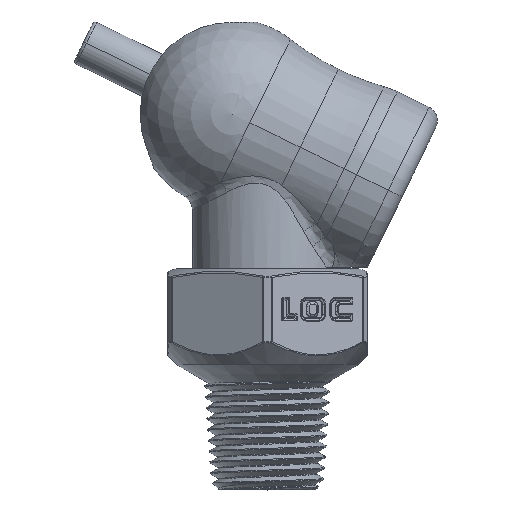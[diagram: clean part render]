
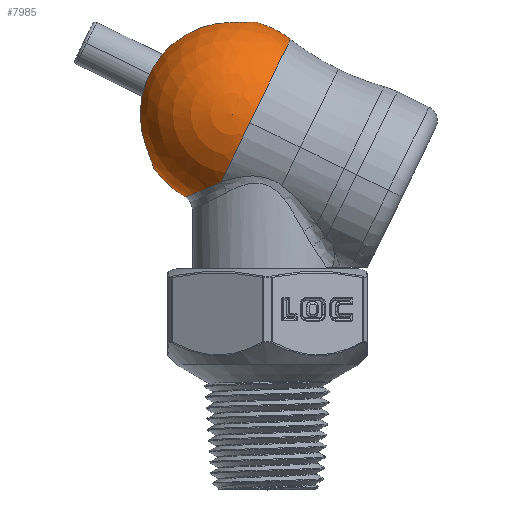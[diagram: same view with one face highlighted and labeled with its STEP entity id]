
A CAD part, top view. The second image highlights one B-rep face of the part: STEP entity #7985.
In plain terms, the highlighted spherical face has radius 8.039 mm.
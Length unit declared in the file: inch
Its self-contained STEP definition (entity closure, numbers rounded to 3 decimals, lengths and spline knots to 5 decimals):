
#1 = CARTESIAN_POINT ( 'NONE',  ( -0.06183, 0.3104, 0. ) ) ;
#5 = CARTESIAN_POINT ( 'NONE',  ( -0.15472, -0.2761, 0. ) ) ;
#2881 = FACE_OUTER_BOUND ( 'NONE', #6886, .T. ) ;
#2884 = SPHERICAL_SURFACE ( 'NONE', #17102, 0.3165 ) ;
#3112 = B_SPLINE_CURVE_WITH_KNOTS ( 'NONE', 3,
 ( #5342, #5330, #5337, #5343, #5344, #5345, #5346, #5347, #5348, #5349, #5350, #5351, #5352, #5353 ),
 .UNSPECIFIED., .F., .F.,
 ( 4, 2, 2, 2, 2, 2, 4 ),
 ( 0., 0.0004, 0.00079, 0.00119, 0.00159, 0.00238, 0.00317 ),
 .UNSPECIFIED. ) ;
#3113 = B_SPLINE_CURVE_WITH_KNOTS ( 'NONE', 3,
 ( #5360, #5355, #5356, #5361, #5362, #5363, #5364, #5365, #5366, #5367, #5368, #5369, #5370, #5371 ),
 .UNSPECIFIED., .F., .F.,
 ( 4, 2, 2, 2, 2, 2, 4 ),
 ( 0., 0.0004, 0.00079, 0.00119, 0.00159, 0.00238, 0.00317 ),
 .UNSPECIFIED. ) ;
#3114 = B_SPLINE_CURVE_WITH_KNOTS ( 'NONE', 3,
 ( #5373, #5354, #5338, #5375, #5376, #5377, #5378, #5379, #5380, #5381, #5382, #5383, #5384, #5385 ),
 .UNSPECIFIED., .F., .F.,
 ( 4, 2, 2, 2, 2, 2, 4 ),
 ( 0.00664, 0.0083, 0.00913, 0.00996, 0.01162, 0.01245, 0.01328 ),
 .UNSPECIFIED. ) ;
#4880 = AXIS2_PLACEMENT_3D ( 'NONE', #5357, #5358, #5359 ) ;
#4908 = AXIS2_PLACEMENT_3D ( 'NONE', #5663, #5664, #5665 ) ;
#4910 = AXIS2_PLACEMENT_3D ( 'NONE', #5698, #5699, #5700 ) ;
#4922 = AXIS2_PLACEMENT_3D ( 'NONE', #5902, #5903, #5904 ) ;
#4923 = AXIS2_PLACEMENT_3D ( 'NONE', #5905, #5906, #5907 ) ;
#5330 = CARTESIAN_POINT ( 'NONE',  ( -0.20855, -0.22429, 0.08 ) ) ;
#5337 = CARTESIAN_POINT ( 'NONE',  ( -0.20481, -0.22789, 0.07948 ) ) ;
#5338 = CARTESIAN_POINT ( 'NONE',  ( -0.01671, -0.31379, 0.04365 ) ) ;
#5342 = CARTESIAN_POINT ( 'NONE',  ( -0.21236, -0.22063, 0.08 ) ) ;
#5343 = CARTESIAN_POINT ( 'NONE',  ( -0.19745, -0.23498, 0.07745 ) ) ;
#5344 = CARTESIAN_POINT ( 'NONE',  ( -0.19379, -0.2385, 0.07592 ) ) ;
#5345 = CARTESIAN_POINT ( 'NONE',  ( -0.18681, -0.24521, 0.0719 ) ) ;
#5346 = CARTESIAN_POINT ( 'NONE',  ( -0.18351, -0.2484, 0.06945 ) ) ;
#5347 = CARTESIAN_POINT ( 'NONE',  ( -0.17724, -0.25443, 0.06365 ) ) ;
#5348 = CARTESIAN_POINT ( 'NONE',  ( -0.17428, -0.25728, 0.06028 ) ) ;
#5349 = CARTESIAN_POINT ( 'NONE',  ( -0.1663, -0.26496, 0.04921 ) ) ;
#5350 = CARTESIAN_POINT ( 'NONE',  ( -0.16201, -0.26909, 0.0403 ) ) ;
#5351 = CARTESIAN_POINT ( 'NONE',  ( -0.15625, -0.27463, 0.02106 ) ) ;
#5352 = CARTESIAN_POINT ( 'NONE',  ( -0.15472, -0.2761, 0.01056 ) ) ;
#5353 = CARTESIAN_POINT ( 'NONE',  ( -0.15472, -0.2761, 0. ) ) ;
#5354 = CARTESIAN_POINT ( 'NONE',  ( -0.01876, -0.31594, 0.02207 ) ) ;
#5355 = CARTESIAN_POINT ( 'NONE',  ( -0.06183, 0.3104, 0.00528 ) ) ;
#5356 = CARTESIAN_POINT ( 'NONE',  ( -0.06229, 0.31018, 0.01048 ) ) ;
#5357 = CARTESIAN_POINT ( 'NONE',  ( 0., 0., 0.08 ) ) ;
#5358 = DIRECTION ( 'NONE',  ( 0., 0., -1. ) ) ;
#5359 = DIRECTION ( 'NONE',  ( 1., 0., 0. ) ) ;
#5360 = CARTESIAN_POINT ( 'NONE',  ( -0.06183, 0.3104, 0. ) ) ;
#5361 = CARTESIAN_POINT ( 'NONE',  ( -0.06412, 0.30929, 0.02069 ) ) ;
#5362 = CARTESIAN_POINT ( 'NONE',  ( -0.0655, 0.30862, 0.02577 ) ) ;
#5363 = CARTESIAN_POINT ( 'NONE',  ( -0.06911, 0.30687, 0.03546 ) ) ;
#5364 = CARTESIAN_POINT ( 'NONE',  ( -0.07132, 0.30579, 0.04005 ) ) ;
#5365 = CARTESIAN_POINT ( 'NONE',  ( -0.07653, 0.30326, 0.04874 ) ) ;
#5366 = CARTESIAN_POINT ( 'NONE',  ( -0.07957, 0.30178, 0.05286 ) ) ;
#5367 = CARTESIAN_POINT ( 'NONE',  ( -0.08952, 0.29695, 0.06393 ) ) ;
#5368 = CARTESIAN_POINT ( 'NONE',  ( -0.09754, 0.29306, 0.06989 ) ) ;
#5369 = CARTESIAN_POINT ( 'NONE',  ( -0.11484, 0.28465, 0.07788 ) ) ;
#5370 = CARTESIAN_POINT ( 'NONE',  ( -0.12429, 0.28007, 0.08 ) ) ;
#5371 = CARTESIAN_POINT ( 'NONE',  ( -0.13379, 0.27545, 0.08 ) ) ;
#5373 = CARTESIAN_POINT ( 'NONE',  ( -0.01876, -0.31594, 0. ) ) ;
#5375 = CARTESIAN_POINT ( 'NONE',  ( -0.01069, -0.30742, 0.07531 ) ) ;
#5376 = CARTESIAN_POINT ( 'NONE',  ( -0.00817, -0.30474, 0.08579 ) ) ;
#5377 = CARTESIAN_POINT ( 'NONE',  ( -0.00229, -0.29845, 0.1059 ) ) ;
#5378 = CARTESIAN_POINT ( 'NONE',  ( 0.00108, -0.29483, 0.11562 ) ) ;
#5379 = CARTESIAN_POINT ( 'NONE',  ( 0.0124, -0.28255, 0.14374 ) ) ;
#5380 = CARTESIAN_POINT ( 'NONE',  ( 0.0217, -0.27235, 0.16126 ) ) ;
#5381 = CARTESIAN_POINT ( 'NONE',  ( 0.03714, -0.25491, 0.18421 ) ) ;
#5382 = CARTESIAN_POINT ( 'NONE',  ( 0.04255, -0.24872, 0.19137 ) ) ;
#5383 = CARTESIAN_POINT ( 'NONE',  ( 0.05388, -0.23556, 0.2047 ) ) ;
#5384 = CARTESIAN_POINT ( 'NONE',  ( 0.0598, -0.22856, 0.21089 ) ) ;
#5385 = CARTESIAN_POINT ( 'NONE',  ( 0.06587, -0.22126, 0.21651 ) ) ;
#5663 = CARTESIAN_POINT ( 'NONE',  ( 0., 0., 0. ) ) ;
#5664 = DIRECTION ( 'NONE',  ( 0., 0., 1. ) ) ;
#5665 = DIRECTION ( 'NONE',  ( 1., 0., 0. ) ) ;
#5698 = CARTESIAN_POINT ( 'NONE',  ( 0., 0., 0. ) ) ;
#5699 = DIRECTION ( 'NONE',  ( 0., 0., -1. ) ) ;
#5700 = DIRECTION ( 'NONE',  ( 0., 1., 0. ) ) ;
#5902 = CARTESIAN_POINT ( 'NONE',  ( 0.06587, 0., 0. ) ) ;
#5903 = DIRECTION ( 'NONE',  ( -1., 0., 0. ) ) ;
#5904 = DIRECTION ( 'NONE',  ( 0., 0., 1. ) ) ;
#5905 = CARTESIAN_POINT ( 'NONE',  ( 0.06587, 0., 0. ) ) ;
#5906 = DIRECTION ( 'NONE',  ( -1., 0., 0. ) ) ;
#5907 = DIRECTION ( 'NONE',  ( 0., 0., 1. ) ) ;
#6886 = EDGE_LOOP ( 'NONE', ( #17319, #17318, #17317, #17316, #17315, #17314, #17313, #17312 ) ) ;
#7985 = ADVANCED_FACE ( 'NONE', ( #2881 ), #2884, .T. ) ;
#8964 = DIRECTION ( 'NONE',  ( 0., 1., 0. ) ) ;
#8970 = DIRECTION ( 'NONE',  ( 0., 0., -1. ) ) ;
#8975 = CARTESIAN_POINT ( 'NONE',  ( 0., 0., 0. ) ) ;
#14599 = EDGE_CURVE ( 'NONE', #29195, #29284, #3112, .T. ) ;
#14600 = EDGE_CURVE ( 'NONE', #29195, #29196, #22860, .T. ) ;
#14601 = EDGE_CURVE ( 'NONE', #29276, #29196, #3113, .T. ) ;
#14602 = EDGE_CURVE ( 'NONE', #29219, #29221, #3114, .T. ) ;
#14652 = EDGE_CURVE ( 'NONE', #29236, #29276, #22893, .T. ) ;
#14656 = EDGE_CURVE ( 'NONE', #29219, #29284, #22894, .T. ) ;
#14685 = EDGE_CURVE ( 'NONE', #29114, #29236, #22924, .T. ) ;
#14686 = EDGE_CURVE ( 'NONE', #29221, #29114, #22922, .T. ) ;
#17102 = AXIS2_PLACEMENT_3D ( 'NONE', #8975, #8970, #8964 ) ;
#17312 = ORIENTED_EDGE ( 'NONE', *, *, #14599, .T. ) ;
#17313 = ORIENTED_EDGE ( 'NONE', *, *, #14600, .F. ) ;
#17314 = ORIENTED_EDGE ( 'NONE', *, *, #14601, .T. ) ;
#17315 = ORIENTED_EDGE ( 'NONE', *, *, #14652, .T. ) ;
#17316 = ORIENTED_EDGE ( 'NONE', *, *, #14685, .T. ) ;
#17317 = ORIENTED_EDGE ( 'NONE', *, *, #14686, .T. ) ;
#17318 = ORIENTED_EDGE ( 'NONE', *, *, #14602, .T. ) ;
#17319 = ORIENTED_EDGE ( 'NONE', *, *, #14656, .F. ) ;
#22860 = CIRCLE ( 'NONE', #4880, 0.30622 ) ;
#22893 = CIRCLE ( 'NONE', #4908, 0.3165 ) ;
#22894 = CIRCLE ( 'NONE', #4910, 0.3165 ) ;
#22922 = CIRCLE ( 'NONE', #4923, 0.30957 ) ;
#22924 = CIRCLE ( 'NONE', #4922, 0.30957 ) ;
#29114 = VERTEX_POINT ( 'NONE', #30600 ) ;
#29195 = VERTEX_POINT ( 'NONE', #30647 ) ;
#29196 = VERTEX_POINT ( 'NONE', #30648 ) ;
#29219 = VERTEX_POINT ( 'NONE', #30664 ) ;
#29221 = VERTEX_POINT ( 'NONE', #30665 ) ;
#29236 = VERTEX_POINT ( 'NONE', #30674 ) ;
#29276 = VERTEX_POINT ( 'NONE', #1 ) ;
#29284 = VERTEX_POINT ( 'NONE', #5 ) ;
#30600 = CARTESIAN_POINT ( 'NONE',  ( 0.06587, 0., 0.30957 ) ) ;
#30647 = CARTESIAN_POINT ( 'NONE',  ( -0.21236, -0.22063, 0.08 ) ) ;
#30648 = CARTESIAN_POINT ( 'NONE',  ( -0.13379, 0.27545, 0.08 ) ) ;
#30664 = CARTESIAN_POINT ( 'NONE',  ( -0.01876, -0.31594, 0. ) ) ;
#30665 = CARTESIAN_POINT ( 'NONE',  ( 0.06587, -0.22126, 0.21651 ) ) ;
#30674 = CARTESIAN_POINT ( 'NONE',  ( 0.06587, 0.30957, 0. ) ) ;
